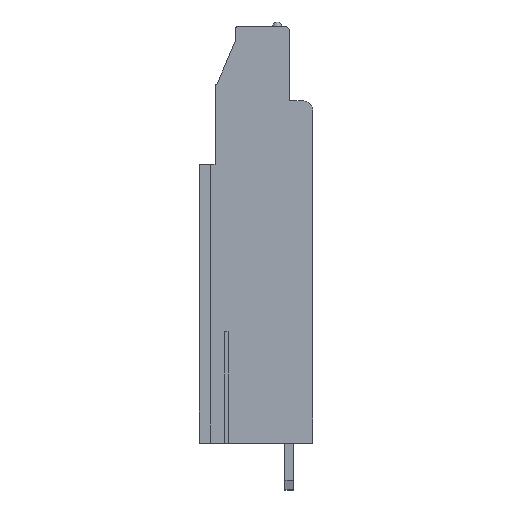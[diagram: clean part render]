
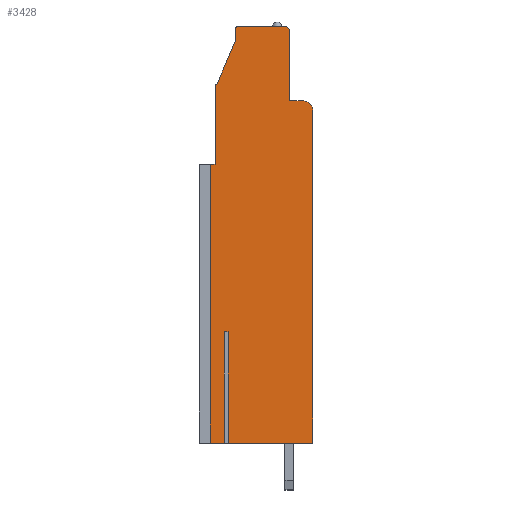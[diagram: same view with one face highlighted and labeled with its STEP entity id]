
A CAD part, top view. The second image highlights one B-rep face of the part: STEP entity #3428.
In plain terms, the highlighted planar face has unit normal (0, 0, 1).
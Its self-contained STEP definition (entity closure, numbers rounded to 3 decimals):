
#13=DIRECTION('',(0.,1.,0.));
#14=VECTOR('',#13,30.);
#15=CARTESIAN_POINT('',(-5.16,-17.199,27.94));
#16=LINE('',#15,#14);
#17=DIRECTION('',(-1.,0.,0.));
#18=VECTOR('',#17,0.5);
#19=CARTESIAN_POINT('',(-4.66,12.801,27.94));
#20=LINE('',#19,#18);
#21=DIRECTION('',(0.,-1.,0.));
#22=VECTOR('',#21,8.4);
#23=CARTESIAN_POINT('',(-4.66,21.201,27.94));
#24=LINE('',#23,#22);
#25=CARTESIAN_POINT('',(-4.46,21.201,27.94));
#26=DIRECTION('',(0.,0.,1.));
#27=DIRECTION('',(0.,1.,0.));
#28=AXIS2_PLACEMENT_3D('',#25,#26,#27);
#30=DIRECTION('',(-0.392,-0.92,0.));
#31=VECTOR('',#30,5.108);
#32=CARTESIAN_POINT('',(-2.46,26.101,27.94));
#33=LINE('',#32,#31);
#34=DIRECTION('',(0.,-1.,0.));
#35=VECTOR('',#34,1.2);
#36=CARTESIAN_POINT('',(-2.46,27.301,27.94));
#37=LINE('',#36,#35);
#38=CARTESIAN_POINT('',(-2.16,27.301,27.94));
#39=DIRECTION('',(0.,0.,1.));
#40=DIRECTION('',(0.,1.,0.));
#41=AXIS2_PLACEMENT_3D('',#38,#39,#40);
#43=DIRECTION('',(-1.,0.,0.));
#44=VECTOR('',#43,5.);
#45=CARTESIAN_POINT('',(2.84,27.601,27.94));
#46=LINE('',#45,#44);
#47=CARTESIAN_POINT('',(2.84,27.101,27.94));
#48=DIRECTION('',(0.,0.,1.));
#49=DIRECTION('',(1.,0.,0.));
#50=AXIS2_PLACEMENT_3D('',#47,#48,#49);
#52=DIRECTION('',(0.,1.,0.));
#53=VECTOR('',#52,7.5);
#54=CARTESIAN_POINT('',(3.34,19.601,27.94));
#55=LINE('',#54,#53);
#56=DIRECTION('',(-1.,0.,0.));
#57=VECTOR('',#56,1.5);
#58=CARTESIAN_POINT('',(4.84,19.601,27.94));
#59=LINE('',#58,#57);
#60=CARTESIAN_POINT('',(4.84,18.601,27.94));
#61=DIRECTION('',(0.,0.,1.));
#62=DIRECTION('',(1.,0.,0.));
#63=AXIS2_PLACEMENT_3D('',#60,#61,#62);
#65=DIRECTION('',(0.,1.,0.));
#66=VECTOR('',#65,35.8);
#67=CARTESIAN_POINT('',(5.84,-17.199,27.94));
#68=LINE('',#67,#66);
#69=DIRECTION('',(1.,0.,0.));
#70=VECTOR('',#69,9.11);
#71=CARTESIAN_POINT('',(-3.27,-17.199,27.94));
#72=LINE('',#71,#70);
#73=DIRECTION('',(0.,1.,0.));
#74=VECTOR('',#73,11.95);
#75=CARTESIAN_POINT('',(-3.27,-17.199,27.94));
#76=LINE('',#75,#74);
#77=DIRECTION('',(-1.,0.,0.));
#78=VECTOR('',#77,0.38);
#79=CARTESIAN_POINT('',(-3.27,-5.249,27.94));
#80=LINE('',#79,#78);
#81=DIRECTION('',(0.,1.,0.));
#82=VECTOR('',#81,11.95);
#83=CARTESIAN_POINT('',(-3.65,-17.199,27.94));
#84=LINE('',#83,#82);
#85=DIRECTION('',(1.,0.,0.));
#86=VECTOR('',#85,1.51);
#87=CARTESIAN_POINT('',(-5.16,-17.199,27.94));
#88=LINE('',#87,#86);
#2609=CARTESIAN_POINT('',(5.84,-17.199,27.94));
#2610=CARTESIAN_POINT('',(5.84,18.601,27.94));
#2611=VERTEX_POINT('',#2609);
#2612=VERTEX_POINT('',#2610);
#2613=CARTESIAN_POINT('',(4.84,19.601,27.94));
#2614=VERTEX_POINT('',#2613);
#2615=CARTESIAN_POINT('',(3.34,19.601,27.94));
#2616=VERTEX_POINT('',#2615);
#2617=CARTESIAN_POINT('',(3.34,27.101,27.94));
#2618=VERTEX_POINT('',#2617);
#2619=CARTESIAN_POINT('',(2.84,27.601,27.94));
#2620=VERTEX_POINT('',#2619);
#2621=CARTESIAN_POINT('',(-2.16,27.601,27.94));
#2622=VERTEX_POINT('',#2621);
#2623=CARTESIAN_POINT('',(-2.46,27.301,27.94));
#2624=VERTEX_POINT('',#2623);
#2625=CARTESIAN_POINT('',(-2.46,26.101,27.94));
#2626=VERTEX_POINT('',#2625);
#2627=CARTESIAN_POINT('',(-4.46,21.401,27.94));
#2628=VERTEX_POINT('',#2627);
#2629=CARTESIAN_POINT('',(-4.66,21.201,27.94));
#2630=VERTEX_POINT('',#2629);
#2631=CARTESIAN_POINT('',(-4.66,12.801,27.94));
#2632=VERTEX_POINT('',#2631);
#2745=CARTESIAN_POINT('',(-3.27,-5.249,27.94));
#2746=CARTESIAN_POINT('',(-3.65,-5.249,27.94));
#2747=VERTEX_POINT('',#2745);
#2748=VERTEX_POINT('',#2746);
#2749=CARTESIAN_POINT('',(-3.27,-17.199,27.94));
#2750=VERTEX_POINT('',#2749);
#2751=CARTESIAN_POINT('',(-3.65,-17.199,27.94));
#2752=VERTEX_POINT('',#2751);
#2761=CARTESIAN_POINT('',(-5.16,-17.199,27.94));
#2762=CARTESIAN_POINT('',(-5.16,12.801,27.94));
#2763=VERTEX_POINT('',#2761);
#2764=VERTEX_POINT('',#2762);
#3385=CARTESIAN_POINT('',(0.,0.,27.94));
#3386=DIRECTION('',(0.,0.,1.));
#3387=DIRECTION('',(1.,0.,0.));
#3388=AXIS2_PLACEMENT_3D('',#3385,#3386,#3387);
#3389=PLANE('',#3388);
#3391=ORIENTED_EDGE('',*,*,#3390,.T.);
#3393=ORIENTED_EDGE('',*,*,#3392,.F.);
#3395=ORIENTED_EDGE('',*,*,#3394,.F.);
#3397=ORIENTED_EDGE('',*,*,#3396,.F.);
#3399=ORIENTED_EDGE('',*,*,#3398,.F.);
#3401=ORIENTED_EDGE('',*,*,#3400,.F.);
#3403=ORIENTED_EDGE('',*,*,#3402,.F.);
#3405=ORIENTED_EDGE('',*,*,#3404,.F.);
#3407=ORIENTED_EDGE('',*,*,#3406,.F.);
#3409=ORIENTED_EDGE('',*,*,#3408,.F.);
#3411=ORIENTED_EDGE('',*,*,#3410,.F.);
#3413=ORIENTED_EDGE('',*,*,#3412,.F.);
#3415=ORIENTED_EDGE('',*,*,#3414,.F.);
#3417=ORIENTED_EDGE('',*,*,#3416,.F.);
#3419=ORIENTED_EDGE('',*,*,#3418,.T.);
#3421=ORIENTED_EDGE('',*,*,#3420,.T.);
#3423=ORIENTED_EDGE('',*,*,#3422,.F.);
#3425=ORIENTED_EDGE('',*,*,#3424,.F.);
#3426=EDGE_LOOP('',(#3391,#3393,#3395,#3397,#3399,#3401,#3403,#3405,#3407,#3409,
#3411,#3413,#3415,#3417,#3419,#3421,#3423,#3425));
#3427=FACE_OUTER_BOUND('',#3426,.F.);
#29=CIRCLE('',#28,0.2);
#42=CIRCLE('',#41,0.3);
#51=CIRCLE('',#50,0.5);
#64=CIRCLE('',#63,1.);
#3390=EDGE_CURVE('',#2763,#2764,#16,.T.);
#3392=EDGE_CURVE('',#2632,#2764,#20,.T.);
#3394=EDGE_CURVE('',#2630,#2632,#24,.T.);
#3396=EDGE_CURVE('',#2628,#2630,#29,.T.);
#3398=EDGE_CURVE('',#2626,#2628,#33,.T.);
#3400=EDGE_CURVE('',#2624,#2626,#37,.T.);
#3402=EDGE_CURVE('',#2622,#2624,#42,.T.);
#3404=EDGE_CURVE('',#2620,#2622,#46,.T.);
#3406=EDGE_CURVE('',#2618,#2620,#51,.T.);
#3408=EDGE_CURVE('',#2616,#2618,#55,.T.);
#3410=EDGE_CURVE('',#2614,#2616,#59,.T.);
#3412=EDGE_CURVE('',#2612,#2614,#64,.T.);
#3414=EDGE_CURVE('',#2611,#2612,#68,.T.);
#3416=EDGE_CURVE('',#2750,#2611,#72,.T.);
#3418=EDGE_CURVE('',#2750,#2747,#76,.T.);
#3420=EDGE_CURVE('',#2747,#2748,#80,.T.);
#3422=EDGE_CURVE('',#2752,#2748,#84,.T.);
#3424=EDGE_CURVE('',#2763,#2752,#88,.T.);
#3428=ADVANCED_FACE('',(#3427),#3389,.T.);
